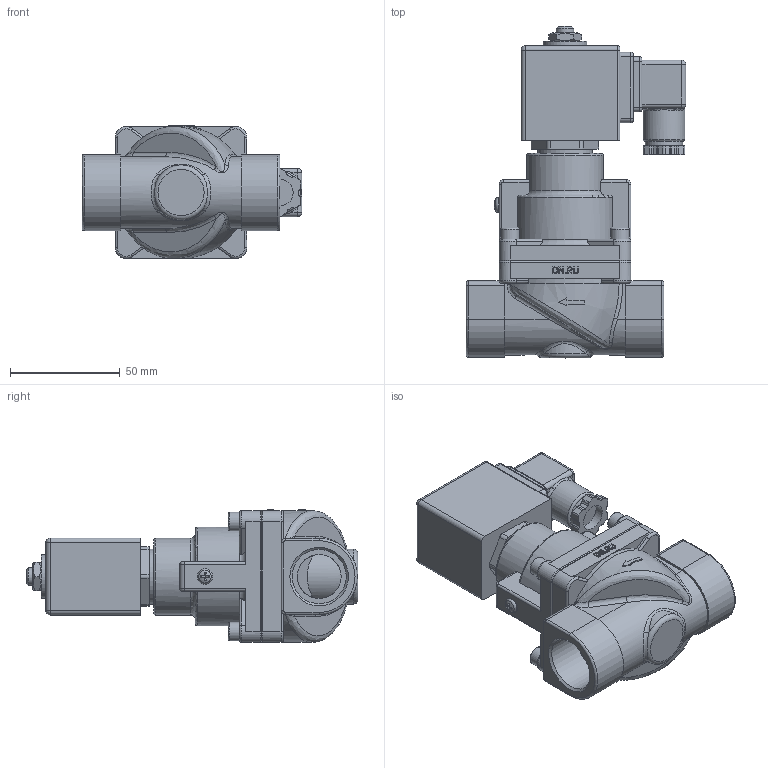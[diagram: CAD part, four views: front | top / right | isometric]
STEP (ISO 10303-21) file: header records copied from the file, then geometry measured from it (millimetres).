
FILE_DESCRIPTION(/* description */ (''),/* implementation_level */ '2;1');
FILE_NAME(/* name */ 'DN20_3D_STEP.stp',/* time_stamp */ '2025-11-21T00:08:37+03:00',/* author */ ('igorr'),/* organization */ (''),/* preprocessor_version */ 'ST-DEVELOPER v20',/* originating_system */ 'Autodesk Inventor 2025',/* authorisation */ '');
FILE_SCHEMA (('AUTOMOTIVE_DESIGN { 1 0 10303 214 3 1 1 }'));
Length unit declared in the file: millimetre
Products named in the file (6): Сборка1; Деталь1; Деталь2; AS 1420 - 1973 - M5 x 10; AS 1427 - M3,5 x 5; ISO 4035 - M8
Assembly tree (8 placements, depth 2):
  Сборка1
    Деталь1
    Деталь2
    AS 1420 - 1973 - M5 x 10  x4
    AS 1427 - M3,5 x 5
    ISO 4035 - M8
Bounding box: 100 x 151 x 60.5 mm (x, y, z)
Volume: 307464.7 mm3; surface area: 48250.3 mm2
Topology: 8 solids, 8 shells, 538 faces, 1328 edges, 837 vertices
Faces by surface type: plane 232, cylinder 159, bspline 62, torus 51, cone 27, sphere 7
Full cylindrical faces by diameter (mm): 3.132 x1, 3.5 x1, 4 x1, 5 x8, 6.647 x1, 8 x1, 8.5 x4, 12 x1, 17 x1, 19 x1, 20 x2, 24.66 x2, 25 x1, 35 x1
Entity records: 16855 total; most frequent: CARTESIAN_POINT 4690, ORIENTED_EDGE 2436, DIRECTION 2376, EDGE_CURVE 1218, AXIS2_PLACEMENT_3D 894, VERTEX_POINT 765, LINE 588, VECTOR 588
